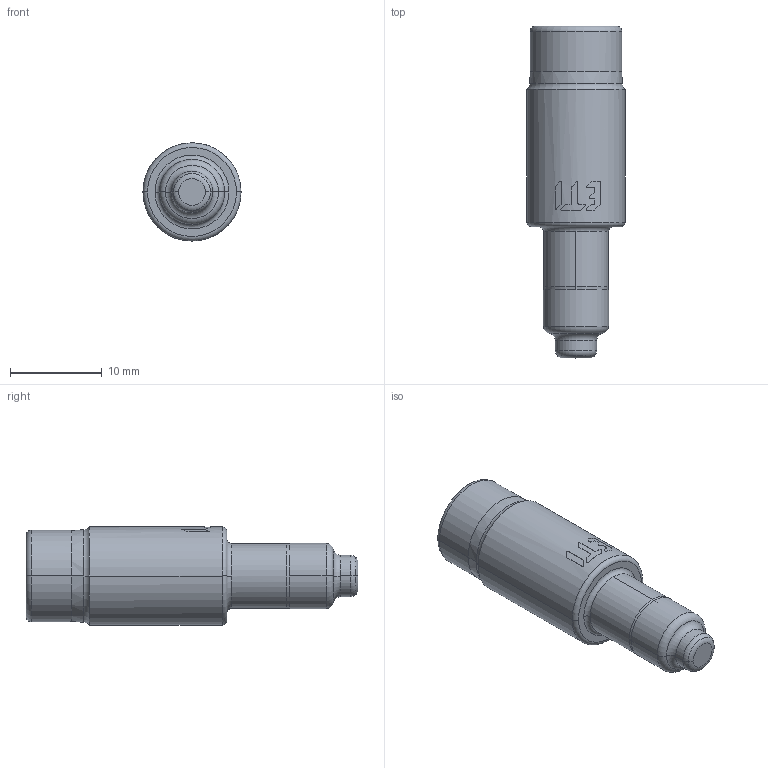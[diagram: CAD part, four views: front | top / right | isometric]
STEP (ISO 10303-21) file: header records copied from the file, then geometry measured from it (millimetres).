
FILE_DESCRIPTION((''),'2;1');
FILE_NAME('ALL_ZGK_ASM_1_ASM','2021-10-29T',('marketing.praksa'),('Audax d.o.o.'),'CREO PARAMETRIC BY PTC INC, 2017480','CREO PARAMETRIC BY PTC INC, 2017480','');
FILE_SCHEMA(('AUTOMOTIVE_DESIGN { 1 0 10303 214 1 1 1 1 }'));
Length unit declared in the file: millimetre
Products named in the file (7): 2_4_6A_SPK_1; ALL_ZGK_1; 246-WLBASE_1; PRT9531_1_1; PRT9531_1_2; PRT9531_1_3; ALL_ZGK_ASM_1_ASM
Assembly tree (6 placements, depth 2):
  ALL_ZGK_ASM_1_ASM
    2_4_6A_SPK_1
    ALL_ZGK_1
    246-WLBASE_1
    PRT9531_1_1
    PRT9531_1_2
    PRT9531_1_3
Bounding box: 10.7 x 36.19 x 10.7 mm (x, y, z)
Volume: 2381.8 mm3; surface area: 1864 mm2
Topology: 6 solids, 6 shells, 158 faces, 432 edges, 292 vertices
Faces by surface type: cylinder 67, plane 63, torus 24, cone 4
Entity records: 7472 total; most frequent: CARTESIAN_POINT 1237, DIRECTION 896, ORIENTED_EDGE 864, PRESENTATION_STYLE_ASSIGNMENT 482, STYLED_ITEM 482, CURVE_STYLE 432, EDGE_CURVE 432, AXIS2_PLACEMENT_3D 359
